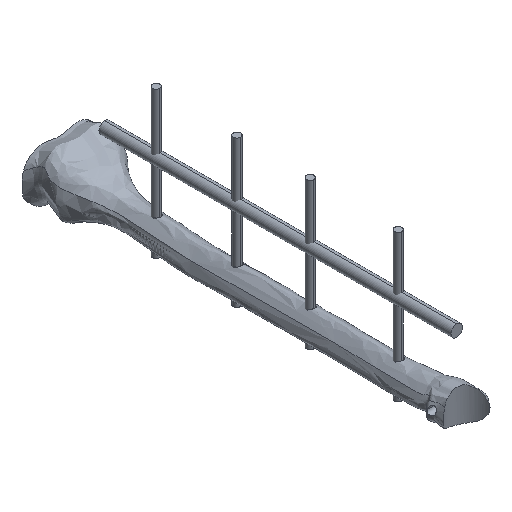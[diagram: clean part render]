
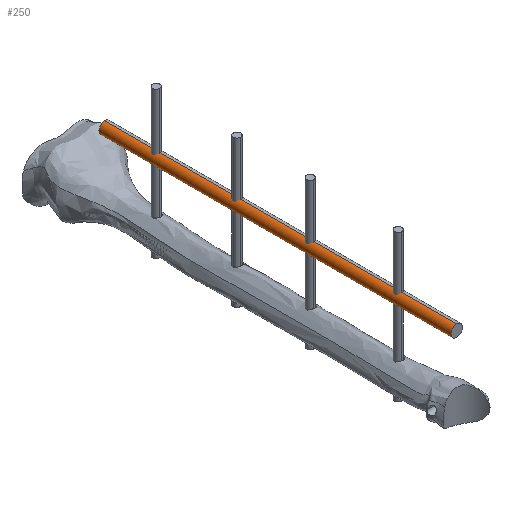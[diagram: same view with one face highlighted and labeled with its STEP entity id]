
A CAD part, isometric view. The second image highlights one B-rep face of the part: STEP entity #250.
In plain terms, the highlighted cylindrical face has radius 4 mm (diameter 8 mm), a partial arc.
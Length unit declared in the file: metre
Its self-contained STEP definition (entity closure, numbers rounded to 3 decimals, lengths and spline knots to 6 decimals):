
#250 = ADVANCED_FACE( '', ( #340 ), #341, .T. );
#340 = FACE_OUTER_BOUND( '', #12110, .T. );
#341 = CYLINDRICAL_SURFACE( '', #12111, 0.004 );
#12110 = EDGE_LOOP( '', ( #12402, #12403, #12404, #12405 ) );
#12111 = AXIS2_PLACEMENT_3D( '', #12406, #12407, #12408 );
#12402 = ORIENTED_EDGE( '', *, *, #12508, .F. );
#12403 = ORIENTED_EDGE( '', *, *, #12507, .T. );
#12404 = ORIENTED_EDGE( '', *, *, #12509, .T. );
#12405 = ORIENTED_EDGE( '', *, *, #12510, .F. );
#12406 = CARTESIAN_POINT( '', ( -0.014581, -0.039245, 0.0586 ) );
#12407 = DIRECTION( '', ( 0., -1., 0. ) );
#12408 = DIRECTION( '', ( 0., 0., 1. ) );
#12507 = EDGE_CURVE( '', #12658, #12657, #12660, .T. );
#12508 = EDGE_CURVE( '', #12658, #12661, #12662, .T. );
#12509 = EDGE_CURVE( '', #12657, #12663, #12664, .T. );
#12510 = EDGE_CURVE( '', #12661, #12663, #12665, .T. );
#12657 = VERTEX_POINT( '', #13546 );
#12658 = VERTEX_POINT( '', #13547 );
#12660 = CIRCLE( '', #13549, 0.004 );
#12661 = VERTEX_POINT( '', #13550 );
#12662 = LINE( '', #13551, #13552 );
#12663 = VERTEX_POINT( '', #13553 );
#12664 = LINE( '', #13554, #13555 );
#12665 = CIRCLE( '', #13556, 0.004 );
#13546 = CARTESIAN_POINT( '', ( -0.014581, -0.159245, 0.0626 ) );
#13547 = CARTESIAN_POINT( '', ( -0.014581, -0.159245, 0.0546 ) );
#13549 = AXIS2_PLACEMENT_3D( '', #13687, #13688, #13689 );
#13550 = CARTESIAN_POINT( '', ( -0.014581, 0.080755, 0.0546 ) );
#13551 = CARTESIAN_POINT( '', ( -0.014581, -0.039245, 0.0546 ) );
#13552 = VECTOR( '', #13690, 1. );
#13553 = CARTESIAN_POINT( '', ( -0.014581, 0.080755, 0.0626 ) );
#13554 = CARTESIAN_POINT( '', ( -0.014581, -0.039245, 0.0626 ) );
#13555 = VECTOR( '', #13691, 1. );
#13556 = AXIS2_PLACEMENT_3D( '', #13692, #13693, #13694 );
#13687 = CARTESIAN_POINT( '', ( -0.014581, -0.159245, 0.0586 ) );
#13688 = DIRECTION( '', ( 0., 1., 0. ) );
#13689 = DIRECTION( '', ( 1., 0., 0. ) );
#13690 = DIRECTION( '', ( 0., 1., 0. ) );
#13691 = DIRECTION( '', ( 0., 1., 0. ) );
#13692 = CARTESIAN_POINT( '', ( -0.014581, 0.080755, 0.0586 ) );
#13693 = DIRECTION( '', ( 0., 1., 0. ) );
#13694 = DIRECTION( '', ( 1., 0., 0. ) );
